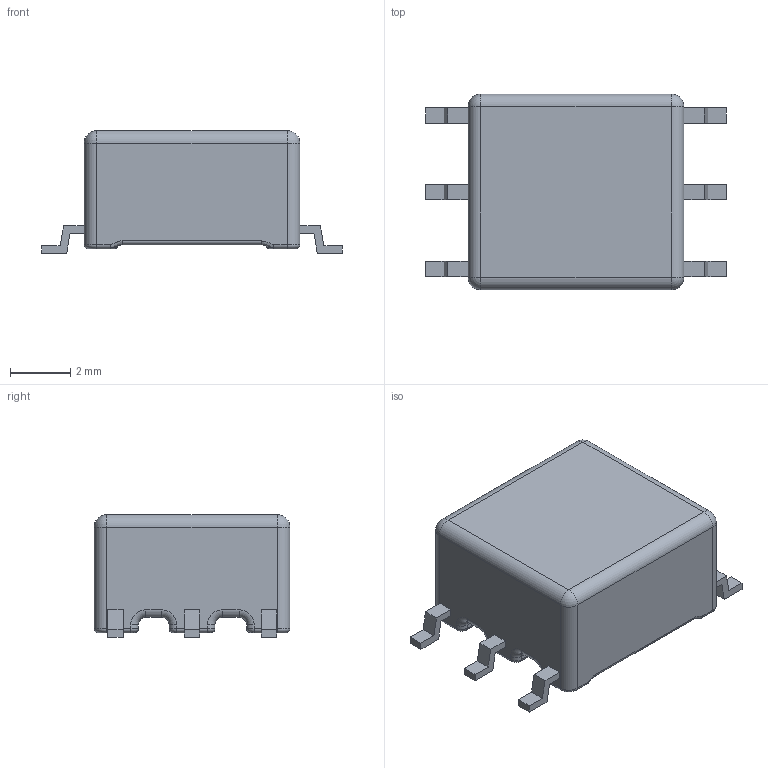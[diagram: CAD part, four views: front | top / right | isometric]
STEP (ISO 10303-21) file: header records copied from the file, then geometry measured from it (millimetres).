
FILE_DESCRIPTION(('FreeCAD Model'),'2;1');
FILE_NAME('250-1109-rev1.step','2017-02-10T12:38:26',('Author'),(''), 'Open CASCADE STEP processor 6.8','FreeCAD','Unknown');
FILE_SCHEMA(('AUTOMOTIVE_DESIGN_CC2 { 1 2 10303 214 -1 1 5 4 }'));
Length unit declared in the file: millimetre
Products named in the file (2): ASSEMBLY; 250-1109_6A
Assembly tree (1 placements, depth 2):
  ASSEMBLY
    250-1109_6A
Bounding box: 9.96 x 6.48 x 4.06 mm (x, y, z)
Volume: 82.8 mm3; surface area: 272.1 mm2
Topology: 1 solids, 1 shells, 228 faces, 548 edges, 320 vertices
Faces by surface type: plane 84, cylinder 80, torus 28, revolution 20, sphere 8, bspline 8
Entity records: 28675 total; most frequent: CARTESIAN_POINT 17038, DIRECTION 1632, ORIENTED_EDGE 1080, PCURVE 1080, DEFINITIONAL_REPRESENTATION 1080, LINE 748, VECTOR 748, B_SPLINE_CURVE_WITH_KNOTS 624
